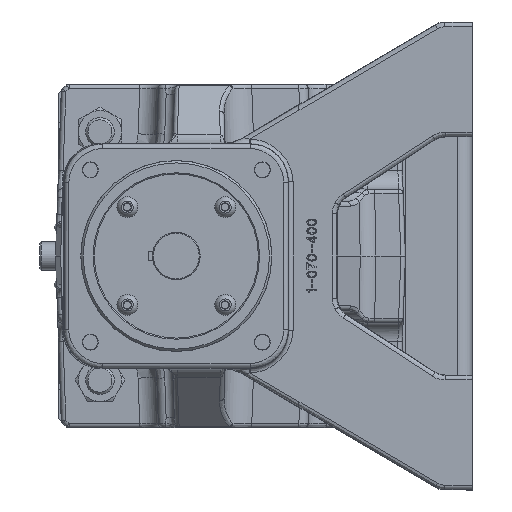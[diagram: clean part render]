
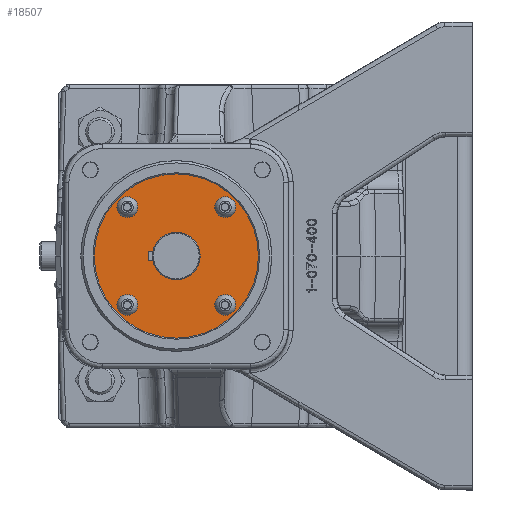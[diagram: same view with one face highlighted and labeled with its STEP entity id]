
A CAD part, left-side view. The second image highlights one B-rep face of the part: STEP entity #18507.
In plain terms, the highlighted planar face has unit normal (-1, 0, 0).
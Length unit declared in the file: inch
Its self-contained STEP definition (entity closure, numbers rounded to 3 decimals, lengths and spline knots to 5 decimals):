
#680 = DIRECTION ( 'NONE',  ( 1., 0., 0. ) ) ;
#2984 = CARTESIAN_POINT ( 'NONE',  ( -5.87, -1.28163, -1.28163 ) ) ;
#2991 = CIRCLE ( 'NONE', #158301, 0.2735 ) ;
#10326 = AXIS2_PLACEMENT_3D ( 'NONE', #19867, #134851, #36479 ) ;
#11767 = CARTESIAN_POINT ( 'NONE',  ( -5.87, -1.28163, 1.00813 ) ) ;
#15482 = AXIS2_PLACEMENT_3D ( 'NONE', #192724, #94291, #209202 ) ;
#18507 = ADVANCED_FACE ( 'NONE', ( #150365, #150850, #150566, #150811, #150619, #151016 ), #206084, .T. ) ;
#19460 = DIRECTION ( 'NONE',  ( 0., 0., 1. ) ) ;
#19867 = CARTESIAN_POINT ( 'NONE',  ( -5.87, 1.28163, -1.28163 ) ) ;
#26164 = VERTEX_POINT ( 'NONE', #147593 ) ;
#30445 = AXIS2_PLACEMENT_3D ( 'NONE', #88631, #203535, #105182 ) ;
#34334 = CARTESIAN_POINT ( 'NONE',  ( -5.87, 1.28163, 1.28163 ) ) ;
#36479 = DIRECTION ( 'NONE',  ( 0., 0., 1. ) ) ;
#37693 = ORIENTED_EDGE ( 'NONE', *, *, #165151, .F. ) ;
#46873 = VERTEX_POINT ( 'NONE', #195693 ) ;
#50867 = DIRECTION ( 'NONE',  ( 0., 0., -1. ) ) ;
#54592 = VERTEX_POINT ( 'NONE', #110976 ) ;
#58948 = CIRCLE ( 'NONE', #103217, 0.2735 ) ;
#65346 = CIRCLE ( 'NONE', #30445, 0.62475 ) ;
#76042 = CARTESIAN_POINT ( 'NONE',  ( -5.87, 0., 0. ) ) ;
#88631 = CARTESIAN_POINT ( 'NONE',  ( -5.87, 0., 0. ) ) ;
#90695 = VERTEX_POINT ( 'NONE', #141847 ) ;
#92597 = DIRECTION ( 'NONE',  ( 0., 0., 1. ) ) ;
#94291 = DIRECTION ( 'NONE',  ( -1., 0., 0. ) ) ;
#94422 = CARTESIAN_POINT ( 'NONE',  ( -5.87, 0., 2.15 ) ) ;
#99030 = CARTESIAN_POINT ( 'NONE',  ( -5.87, 0., 0. ) ) ;
#103217 = AXIS2_PLACEMENT_3D ( 'NONE', #2984, #117886, #19460 ) ;
#105182 = DIRECTION ( 'NONE',  ( 0., 0., 1. ) ) ;
#109268 = EDGE_LOOP ( 'NONE', ( #134539 ) ) ;
#110349 = EDGE_LOOP ( 'NONE', ( #127074 ) ) ;
#110976 = CARTESIAN_POINT ( 'NONE',  ( -5.87, -1.28163, -1.00813 ) ) ;
#113973 = EDGE_LOOP ( 'NONE', ( #37693 ) ) ;
#115576 = DIRECTION ( 'NONE',  ( 0., 0., 1. ) ) ;
#116777 = AXIS2_PLACEMENT_3D ( 'NONE', #99030, #680, #115576 ) ;
#117886 = DIRECTION ( 'NONE',  ( -1., 0., 0. ) ) ;
#127074 = ORIENTED_EDGE ( 'NONE', *, *, #193994, .F. ) ;
#130874 = ORIENTED_EDGE ( 'NONE', *, *, #143849, .F. ) ;
#134539 = ORIENTED_EDGE ( 'NONE', *, *, #157535, .F. ) ;
#134851 = DIRECTION ( 'NONE',  ( -1., 0., 0. ) ) ;
#141847 = CARTESIAN_POINT ( 'NONE',  ( -5.87, 0., 0.62475 ) ) ;
#142011 = VERTEX_POINT ( 'NONE', #94422 ) ;
#143849 = EDGE_CURVE ( 'NONE', #90695, #90695, #65346, .T. ) ;
#147476 = CIRCLE ( 'NONE', #10326, 0.2735 ) ;
#147593 = CARTESIAN_POINT ( 'NONE',  ( -5.87, 1.28163, 1.00813 ) ) ;
#149327 = DIRECTION ( 'NONE',  ( -1., 0., 0. ) ) ;
#150365 = FACE_BOUND ( 'NONE', #192493, .T. ) ;
#150566 = FACE_BOUND ( 'NONE', #187609, .T. ) ;
#150619 = FACE_BOUND ( 'NONE', #110349, .T. ) ;
#150811 = FACE_BOUND ( 'NONE', #113973, .T. ) ;
#150850 = FACE_BOUND ( 'NONE', #109268, .T. ) ;
#151016 = FACE_OUTER_BOUND ( 'NONE', #212256, .T. ) ;
#151653 = ORIENTED_EDGE ( 'NONE', *, *, #207492, .F. ) ;
#152298 = VERTEX_POINT ( 'NONE', #11767 ) ;
#157535 = EDGE_CURVE ( 'NONE', #152298, #152298, #165611, .T. ) ;
#158301 = AXIS2_PLACEMENT_3D ( 'NONE', #34334, #149327, #50867 ) ;
#159083 = ORIENTED_EDGE ( 'NONE', *, *, #163540, .F. ) ;
#163540 = EDGE_CURVE ( 'NONE', #142011, #142011, #167560, .T. ) ;
#165151 = EDGE_CURVE ( 'NONE', #54592, #54592, #58948, .T. ) ;
#165611 = CIRCLE ( 'NONE', #15482, 0.2735 ) ;
#167560 = CIRCLE ( 'NONE', #116777, 2.15 ) ;
#168007 = AXIS2_PLACEMENT_3D ( 'NONE', #76042, #191004, #92597 ) ;
#187609 = EDGE_LOOP ( 'NONE', ( #151653 ) ) ;
#191004 = DIRECTION ( 'NONE',  ( -1., 0., 0. ) ) ;
#192493 = EDGE_LOOP ( 'NONE', ( #130874 ) ) ;
#192724 = CARTESIAN_POINT ( 'NONE',  ( -5.87, -1.28163, 1.28163 ) ) ;
#193994 = EDGE_CURVE ( 'NONE', #46873, #46873, #147476, .T. ) ;
#195693 = CARTESIAN_POINT ( 'NONE',  ( -5.87, 1.28163, -1.00813 ) ) ;
#203535 = DIRECTION ( 'NONE',  ( -1., 0., 0. ) ) ;
#206084 = PLANE ( 'NONE',  #168007 ) ;
#207492 = EDGE_CURVE ( 'NONE', #26164, #26164, #2991, .T. ) ;
#209202 = DIRECTION ( 'NONE',  ( 0., 0., -1. ) ) ;
#212256 = EDGE_LOOP ( 'NONE', ( #159083 ) ) ;
